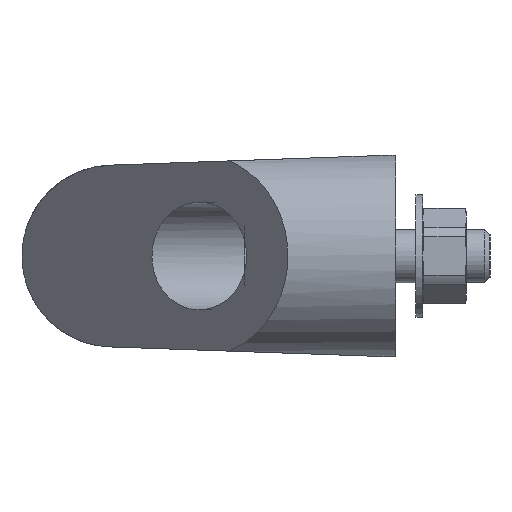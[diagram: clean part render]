
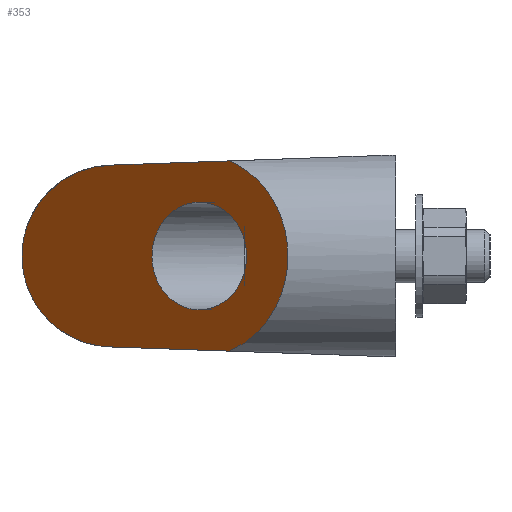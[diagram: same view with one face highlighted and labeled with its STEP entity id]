
A CAD part, left-side view. The second image highlights one B-rep face of the part: STEP entity #353.
In plain terms, the highlighted planar face has unit normal (-0.66, 0.751, 0).
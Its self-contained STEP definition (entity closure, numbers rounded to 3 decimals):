
#353 = ADVANCED_FACE( '', ( #785, #786 ), #787, .T. );
#785 = FACE_BOUND( '', #1294, .T. );
#786 = FACE_OUTER_BOUND( '', #1295, .T. );
#787 = PLANE( '', #1296 );
#1294 = EDGE_LOOP( '', ( #2248 ) );
#1295 = EDGE_LOOP( '', ( #2249, #2250, #2251, #2252, #2253, #2254, #2255, #2256 ) );
#1296 = AXIS2_PLACEMENT_3D( '', #2257, #2258, #2259 );
#2248 = ORIENTED_EDGE( '', *, *, #3166, .T. );
#2249 = ORIENTED_EDGE( '', *, *, #3012, .T. );
#2250 = ORIENTED_EDGE( '', *, *, #2924, .T. );
#2251 = ORIENTED_EDGE( '', *, *, #3167, .T. );
#2252 = ORIENTED_EDGE( '', *, *, #3168, .F. );
#2253 = ORIENTED_EDGE( '', *, *, #2900, .T. );
#2254 = ORIENTED_EDGE( '', *, *, #2816, .F. );
#2255 = ORIENTED_EDGE( '', *, *, #3169, .T. );
#2256 = ORIENTED_EDGE( '', *, *, #2994, .T. );
#2257 = CARTESIAN_POINT( '', ( -15.01, 16.01, 50. ) );
#2258 = DIRECTION( '', ( -0.66, 0.752, 0. ) );
#2259 = DIRECTION( '', ( -0.752, -0.66, 0. ) );
#2816 = EDGE_CURVE( '', #3320, #3322, #3323, .T. );
#2900 = EDGE_CURVE( '', #3467, #3322, #3468, .T. );
#2924 = EDGE_CURVE( '', #3507, #3505, #3508, .T. );
#2994 = EDGE_CURVE( '', #3624, #3622, #3625, .T. );
#3012 = EDGE_CURVE( '', #3622, #3507, #3652, .T. );
#3166 = EDGE_CURVE( '', #3864, #3864, #3865, .F. );
#3167 = EDGE_CURVE( '', #3505, #3866, #3867, .T. );
#3168 = EDGE_CURVE( '', #3467, #3866, #3868, .T. );
#3169 = EDGE_CURVE( '', #3320, #3624, #3869, .T. );
#3320 = VERTEX_POINT( '', #4040 );
#3322 = VERTEX_POINT( '', #4043 );
#3323 = LINE( '', #4044, #4045 );
#3467 = VERTEX_POINT( '', #4248 );
#3468 = ELLIPSE( '', #4249, 20.464, 13.5 );
#3505 = VERTEX_POINT( '', #4303 );
#3507 = VERTEX_POINT( '', #4306 );
#3508 = LINE( '', #4307, #4308 );
#3622 = VERTEX_POINT( '', #4481 );
#3624 = VERTEX_POINT( '', #4483 );
#3625 = LINE( '', #4484, #4485 );
#3652 = ELLIPSE( '', #4523, 19.959, 15. );
#3864 = VERTEX_POINT( '', #4853 );
#3865 = ELLIPSE( '', #4854, 10.645, 8. );
#3866 = VERTEX_POINT( '', #4855 );
#3867 = LINE( '', #4856, #4857 );
#3868 = LINE( '', #4858, #4859 );
#3869 = LINE( '', #4860, #4861 );
#4040 = CARTESIAN_POINT( '', ( 14.599, 42., -13.51 ) );
#4043 = CARTESIAN_POINT( '', ( 14.599, 42., -13.5 ) );
#4044 = CARTESIAN_POINT( '', ( 14.599, 42., 0. ) );
#4045 = VECTOR( '', #5050, 1000. );
#4248 = CARTESIAN_POINT( '', ( 14.599, 42., 13.5 ) );
#4249 = AXIS2_PLACEMENT_3D( '', #5161, #5162, #5163 );
#4303 = CARTESIAN_POINT( '', ( 14.587, 41.99, 13.51 ) );
#4306 = CARTESIAN_POINT( '', ( -5.047, 24.755, 14.125 ) );
#4307 = CARTESIAN_POINT( '', ( -15.639, 15.458, 14.457 ) );
#4308 = VECTOR( '', #5188, 1000. );
#4481 = CARTESIAN_POINT( '', ( -5.068, 24.737, -14.118 ) );
#4483 = CARTESIAN_POINT( '', ( 14.587, 41.99, -13.51 ) );
#4484 = CARTESIAN_POINT( '', ( -13.885, 16.997, -14.39 ) );
#4485 = VECTOR( '', #5263, 1000. );
#4523 = AXIS2_PLACEMENT_3D( '', #5284, #5285, #5286 );
#4853 = CARTESIAN_POINT( '', ( -8.01, 22.154, 0. ) );
#4854 = AXIS2_PLACEMENT_3D( '', #5438, #5439, #5440 );
#4855 = CARTESIAN_POINT( '', ( 14.599, 42., 13.51 ) );
#4856 = CARTESIAN_POINT( '', ( -15.01, 16.01, 13.51 ) );
#4857 = VECTOR( '', #5441, 1000. );
#4858 = CARTESIAN_POINT( '', ( 14.599, 42., 0. ) );
#4859 = VECTOR( '', #5442, 1000. );
#4860 = CARTESIAN_POINT( '', ( -15.01, 16.01, -13.51 ) );
#4861 = VECTOR( '', #5443, 1000. );
#5050 = DIRECTION( '', ( 0., 0., 1. ) );
#5161 = CARTESIAN_POINT( '', ( 14.599, 42., 0. ) );
#5162 = DIRECTION( '', ( -0.66, 0.752, 0. ) );
#5163 = DIRECTION( '', ( 0.752, 0.66, 0. ) );
#5188 = DIRECTION( '', ( 0.751, 0.66, -0.024 ) );
#5263 = DIRECTION( '', ( -0.751, -0.66, -0.023 ) );
#5284 = CARTESIAN_POINT( '', ( 0., 29.185, 0. ) );
#5285 = DIRECTION( '', ( -0.66, 0.752, 0. ) );
#5286 = DIRECTION( '', ( -0.752, -0.66, 0. ) );
#5438 = CARTESIAN_POINT( '', ( -0.01, 29.177, 0. ) );
#5439 = DIRECTION( '', ( -0.66, 0.752, 0. ) );
#5440 = DIRECTION( '', ( -0.752, -0.66, 0. ) );
#5441 = DIRECTION( '', ( 0.752, 0.66, 0. ) );
#5442 = DIRECTION( '', ( 0., 0., 1. ) );
#5443 = DIRECTION( '', ( -0.752, -0.66, 0. ) );
